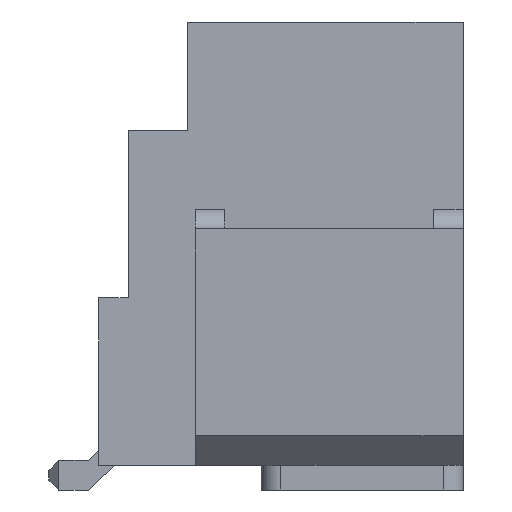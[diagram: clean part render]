
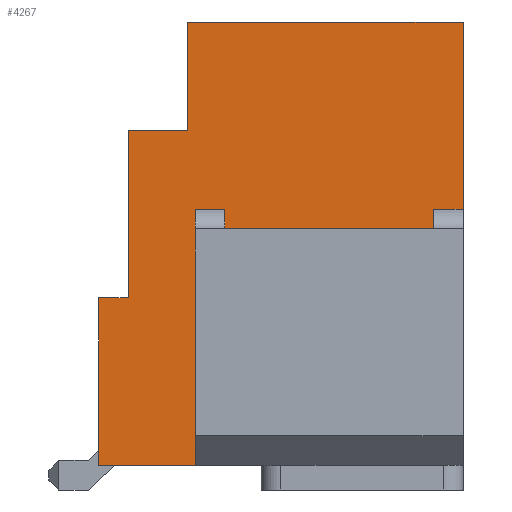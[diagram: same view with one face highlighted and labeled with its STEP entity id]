
A CAD part, left-side view. The second image highlights one B-rep face of the part: STEP entity #4267.
In plain terms, the highlighted face is planar.
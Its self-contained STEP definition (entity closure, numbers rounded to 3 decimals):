
#363=ORIENTED_EDGE('',*,*,#1532,.T.);
#364=ORIENTED_EDGE('',*,*,#1495,.T.);
#365=ORIENTED_EDGE('',*,*,#1359,.F.);
#366=ORIENTED_EDGE('',*,*,#1525,.F.);
#367=ORIENTED_EDGE('',*,*,#1533,.F.);
#368=ORIENTED_EDGE('',*,*,#1534,.F.);
#369=ORIENTED_EDGE('',*,*,#1535,.F.);
#370=ORIENTED_EDGE('',*,*,#1536,.F.);
#371=ORIENTED_EDGE('',*,*,#1387,.F.);
#372=ORIENTED_EDGE('',*,*,#1337,.F.);
#373=ORIENTED_EDGE('',*,*,#1537,.T.);
#374=ORIENTED_EDGE('',*,*,#1506,.T.);
#375=ORIENTED_EDGE('',*,*,#1538,.F.);
#376=ORIENTED_EDGE('',*,*,#1539,.T.);
#1337=EDGE_CURVE('',#1960,#1961,#2364,.T.);
#1359=EDGE_CURVE('',#1982,#1983,#2385,.T.);
#1387=EDGE_CURVE('',#1961,#2004,#2412,.T.);
#1495=EDGE_CURVE('',#2077,#1983,#2519,.T.);
#1506=EDGE_CURVE('',#2085,#2088,#2525,.T.);
#1525=EDGE_CURVE('',#2099,#1982,#2544,.T.);
#1532=EDGE_CURVE('',#2103,#2077,#2551,.T.);
#1533=EDGE_CURVE('',#2104,#2099,#2552,.T.);
#1534=EDGE_CURVE('',#2105,#2104,#2553,.T.);
#1535=EDGE_CURVE('',#2106,#2105,#2554,.T.);
#1536=EDGE_CURVE('',#2004,#2106,#2555,.T.);
#1537=EDGE_CURVE('',#1960,#2085,#2556,.T.);
#1538=EDGE_CURVE('',#2107,#2088,#2557,.T.);
#1539=EDGE_CURVE('',#2107,#2103,#2558,.T.);
#1960=VERTEX_POINT('',#5937);
#1961=VERTEX_POINT('',#5939);
#1982=VERTEX_POINT('',#5982);
#1983=VERTEX_POINT('',#5984);
#2004=VERTEX_POINT('',#6034);
#2077=VERTEX_POINT('',#6247);
#2085=VERTEX_POINT('',#6268);
#2088=VERTEX_POINT('',#6273);
#2099=VERTEX_POINT('',#6309);
#2103=VERTEX_POINT('',#6323);
#2104=VERTEX_POINT('',#6325);
#2105=VERTEX_POINT('',#6327);
#2106=VERTEX_POINT('',#6329);
#2107=VERTEX_POINT('',#6333);
#2364=LINE('',#5938,#2955);
#2385=LINE('',#5983,#2976);
#2412=LINE('',#6033,#3003);
#2519=LINE('',#6250,#3110);
#2525=LINE('',#6274,#3116);
#2544=LINE('',#6310,#3135);
#2551=LINE('',#6322,#3142);
#2552=LINE('',#6324,#3143);
#2553=LINE('',#6326,#3144);
#2554=LINE('',#6328,#3145);
#2555=LINE('',#6330,#3146);
#2556=LINE('',#6331,#3147);
#2557=LINE('',#6332,#3148);
#2558=LINE('',#6334,#3149);
#2955=VECTOR('',#4803,1000.);
#2976=VECTOR('',#4828,1000.);
#3003=VECTOR('',#4859,1000.);
#3110=VECTOR('',#5036,1000.);
#3116=VECTOR('',#5058,1000.);
#3135=VECTOR('',#5089,1000.);
#3142=VECTOR('',#5100,1000.);
#3143=VECTOR('',#5101,1000.);
#3144=VECTOR('',#5102,1000.);
#3145=VECTOR('',#5103,1000.);
#3146=VECTOR('',#5104,1000.);
#3147=VECTOR('',#5105,1000.);
#3148=VECTOR('',#5106,1000.);
#3149=VECTOR('',#5107,1000.);
#3578=EDGE_LOOP('',(#363,#364,#365,#366,#367,#368,#369,#370,#371,#372,#373,
#374,#375,#376));
#3815=FACE_BOUND('',#3578,.T.);
#4048=PLANE('',#4567);
#4267=ADVANCED_FACE('',(#3815),#4048,.F.);
#4567=AXIS2_PLACEMENT_3D('',#6321,#5098,#5099);
#4803=DIRECTION('',(0.,-1.,0.));
#4828=DIRECTION('',(0.,0.,-1.));
#4859=DIRECTION('',(0.,0.,1.));
#5036=DIRECTION('',(0.,1.,0.));
#5058=DIRECTION('',(0.,1.,0.));
#5089=DIRECTION('',(0.,1.,0.));
#5098=DIRECTION('',(-1.,0.,0.));
#5099=DIRECTION('',(0.,0.,1.));
#5100=DIRECTION('',(0.,0.,1.));
#5101=DIRECTION('',(0.,0.,1.));
#5102=DIRECTION('',(0.,1.,0.));
#5103=DIRECTION('',(0.,0.,1.));
#5104=DIRECTION('',(0.,1.,0.));
#5105=DIRECTION('',(0.,0.,1.));
#5106=DIRECTION('',(0.,0.,1.));
#5107=DIRECTION('',(0.,1.,0.));
#5937=CARTESIAN_POINT('',(2.75,-0.87,-2.25));
#5938=CARTESIAN_POINT('',(2.75,1.85,-2.25));
#5939=CARTESIAN_POINT('',(2.75,-1.85,-2.25));
#5982=CARTESIAN_POINT('',(2.75,1.85,2.25));
#5983=CARTESIAN_POINT('',(2.75,1.85,2.25));
#5984=CARTESIAN_POINT('',(2.75,1.85,0.35));
#6033=CARTESIAN_POINT('',(2.75,-1.85,-2.25));
#6034=CARTESIAN_POINT('',(2.75,-1.85,-0.55));
#6247=CARTESIAN_POINT('',(2.75,1.55,0.35));
#6250=CARTESIAN_POINT('',(2.75,0.,0.35));
#6268=CARTESIAN_POINT('',(2.75,-0.87,0.35));
#6273=CARTESIAN_POINT('',(2.75,-0.57,0.35));
#6274=CARTESIAN_POINT('',(2.75,0.,0.35));
#6309=CARTESIAN_POINT('',(2.75,-0.95,2.25));
#6310=CARTESIAN_POINT('',(2.75,-1.85,2.25));
#6321=CARTESIAN_POINT('',(2.75,0.,0.));
#6322=CARTESIAN_POINT('',(2.75,1.55,-0.15));
#6323=CARTESIAN_POINT('',(2.75,1.55,-0.15));
#6324=CARTESIAN_POINT('',(2.75,-0.95,1.15));
#6325=CARTESIAN_POINT('',(2.75,-0.95,1.15));
#6326=CARTESIAN_POINT('',(2.75,-1.55,1.15));
#6327=CARTESIAN_POINT('',(2.75,-1.55,1.15));
#6328=CARTESIAN_POINT('',(2.75,-1.55,-0.55));
#6329=CARTESIAN_POINT('',(2.75,-1.55,-0.55));
#6330=CARTESIAN_POINT('',(2.75,-1.85,-0.55));
#6331=CARTESIAN_POINT('',(2.75,-0.87,-2.25));
#6332=CARTESIAN_POINT('',(2.75,-0.57,-0.15));
#6333=CARTESIAN_POINT('',(2.75,-0.57,-0.15));
#6334=CARTESIAN_POINT('',(2.75,-0.57,-0.15));
